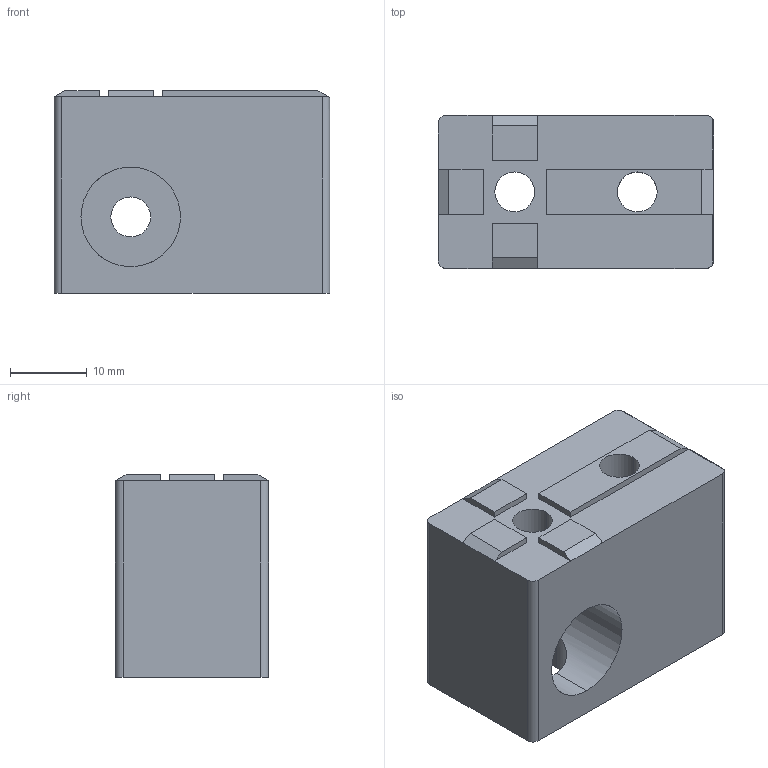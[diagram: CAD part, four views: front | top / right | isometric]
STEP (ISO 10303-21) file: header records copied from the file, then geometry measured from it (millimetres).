
FILE_DESCRIPTION (( 'STEP AP214' ), '1' );
FILE_NAME ('Bed Mount Block v1-2.STEP', '2015-11-21T07:50:55', ( '' ), ( '' ), 'SwSTEP 2.0', 'SolidWorks 2015', '' );
FILE_SCHEMA (( 'AUTOMOTIVE_DESIGN' ));
Length unit declared in the file: millimetre
Products named in the file (1): Bed Mount Block v1-2
Bounding box: 36 x 20 x 26.5 mm (x, y, z)
Volume: 15178.3 mm3; surface area: 5622.5 mm2
Topology: 1 solids, 1 shells, 47 faces, 126 edges, 82 vertices
Faces by surface type: plane 29, cylinder 18
Entity records: 1650 total; most frequent: CARTESIAN_POINT 414, ORIENTED_EDGE 252, DIRECTION 244, EDGE_CURVE 126, LINE 84, VECTOR 84, VERTEX_POINT 82, AXIS2_PLACEMENT_3D 80
